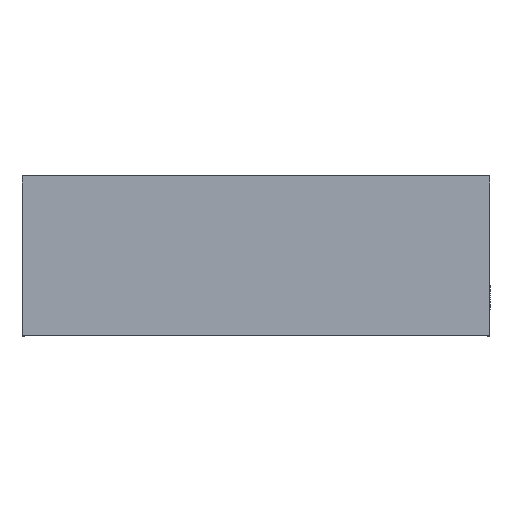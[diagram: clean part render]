
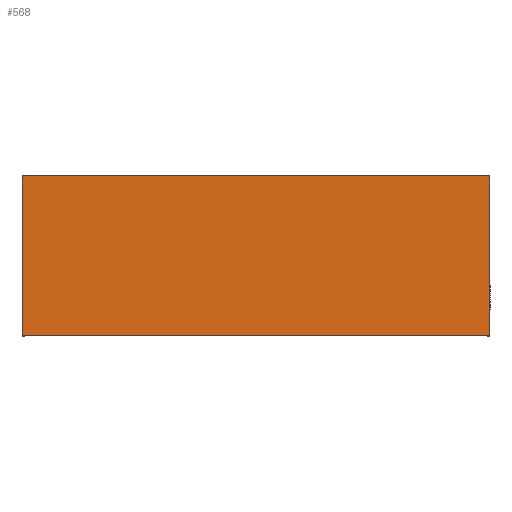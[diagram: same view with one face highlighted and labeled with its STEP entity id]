
A CAD part, top view. The second image highlights one B-rep face of the part: STEP entity #568.
In plain terms, the highlighted planar face has unit normal (0, 0, 1).
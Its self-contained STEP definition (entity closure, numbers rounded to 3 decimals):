
#57 = VERTEX_POINT ( 'NONE', #381 ) ;
#76 = CARTESIAN_POINT ( 'NONE',  ( -75., 9.5, 0. ) ) ;
#91 = ORIENTED_EDGE ( 'NONE', *, *, #378, .T. ) ;
#102 = LINE ( 'NONE', #654, #722 ) ;
#186 = VERTEX_POINT ( 'NONE', #643 ) ;
#195 = DIRECTION ( 'NONE',  ( 0., 0., -1. ) ) ;
#240 = ORIENTED_EDGE ( 'NONE', *, *, #329, .T. ) ;
#280 = EDGE_LOOP ( 'NONE', ( #91, #240, #515, #308 ) ) ;
#308 = ORIENTED_EDGE ( 'NONE', *, *, #627, .F. ) ;
#329 = EDGE_CURVE ( 'NONE', #429, #57, #102, .T. ) ;
#365 = DIRECTION ( 'NONE',  ( 0., -1., 0. ) ) ;
#378 = EDGE_CURVE ( 'NONE', #186, #429, #684, .T. ) ;
#381 = CARTESIAN_POINT ( 'NONE',  ( 75.8, -9.5, 0. ) ) ;
#418 = VECTOR ( 'NONE', #365, 1000. ) ;
#429 = VERTEX_POINT ( 'NONE', #476 ) ;
#476 = CARTESIAN_POINT ( 'NONE',  ( -75.8, -9.5, 0. ) ) ;
#484 = AXIS2_PLACEMENT_3D ( 'NONE', #76, #195, #611 ) ;
#494 = CARTESIAN_POINT ( 'NONE',  ( -75., 42.3, 0. ) ) ;
#504 = EDGE_CURVE ( 'NONE', #715, #57, #586, .T. ) ;
#515 = ORIENTED_EDGE ( 'NONE', *, *, #504, .F. ) ;
#520 = VECTOR ( 'NONE', #663, 1000. ) ;
#535 = CARTESIAN_POINT ( 'NONE',  ( -75.8, 43.431, 0. ) ) ;
#546 = FACE_OUTER_BOUND ( 'NONE', #280, .T. ) ;
#552 = PLANE ( 'NONE',  #484 ) ;
#554 = DIRECTION ( 'NONE',  ( 1., 0., 0. ) ) ;
#568 = ADVANCED_FACE ( 'NONE', ( #546 ), #552, .F. ) ;
#586 = LINE ( 'NONE', #671, #418 ) ;
#611 = DIRECTION ( 'NONE',  ( -1., 0., 0. ) ) ;
#622 = CARTESIAN_POINT ( 'NONE',  ( 75.8, 42.3, 0. ) ) ;
#627 = EDGE_CURVE ( 'NONE', #186, #715, #693, .T. ) ;
#643 = CARTESIAN_POINT ( 'NONE',  ( -75.8, 42.3, 0. ) ) ;
#654 = CARTESIAN_POINT ( 'NONE',  ( -75., -9.5, 0. ) ) ;
#663 = DIRECTION ( 'NONE',  ( 0., -1., 0. ) ) ;
#671 = CARTESIAN_POINT ( 'NONE',  ( 75.8, 43.431, 0. ) ) ;
#674 = VECTOR ( 'NONE', #554, 1000. ) ;
#684 = LINE ( 'NONE', #535, #520 ) ;
#693 = LINE ( 'NONE', #494, #674 ) ;
#715 = VERTEX_POINT ( 'NONE', #622 ) ;
#716 = DIRECTION ( 'NONE',  ( 1., 0., 0. ) ) ;
#722 = VECTOR ( 'NONE', #716, 1000. ) ;
